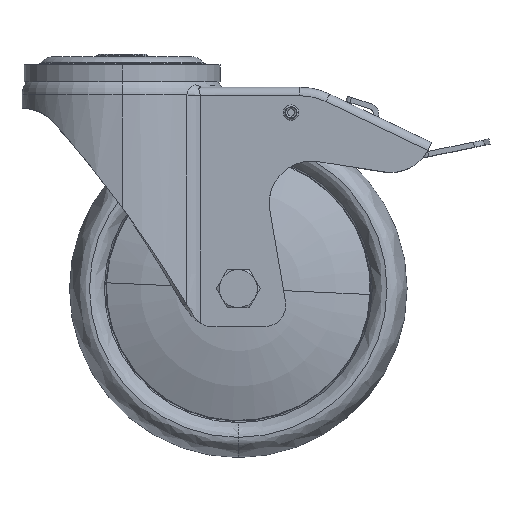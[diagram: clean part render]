
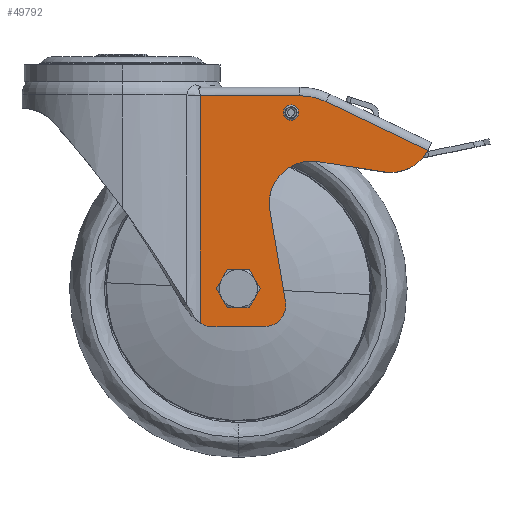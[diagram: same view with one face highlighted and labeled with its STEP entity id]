
A CAD part, top view. The second image highlights one B-rep face of the part: STEP entity #49792.
In plain terms, the highlighted planar face has unit normal (0, 0, 1).
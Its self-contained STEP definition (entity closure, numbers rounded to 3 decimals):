
#119 = VERTEX_POINT ( 'NONE', #45207 ) ;
#284 = CARTESIAN_POINT ( 'NONE',  ( 96.588, -22.425, 34. ) ) ;
#494 = CARTESIAN_POINT ( 'NONE',  ( 69.962, -73.965, 34. ) ) ;
#1437 = DIRECTION ( 'NONE',  ( 0., -1., 0. ) ) ;
#3603 = ORIENTED_EDGE ( 'NONE', *, *, #62879, .F. ) ;
#5098 = CARTESIAN_POINT ( 'NONE',  ( 37.017, -127.36, 34. ) ) ;
#5118 = AXIS2_PLACEMENT_3D ( 'NONE', #12064, #21317, #11450 ) ;
#5405 = DIRECTION ( 'NONE',  ( 1., 0., 0. ) ) ;
#5477 = AXIS2_PLACEMENT_3D ( 'NONE', #31586, #50836, #41289 ) ;
#5875 = CARTESIAN_POINT ( 'NONE',  ( 84.103, -19.6, 34. ) ) ;
#6100 = LINE ( 'NONE', #10601, #49742 ) ;
#6765 = VECTOR ( 'NONE', #57209, 1000. ) ;
#6875 = EDGE_CURVE ( 'NONE', #59554, #44634, #47339, .T. ) ;
#6988 = CIRCLE ( 'NONE', #40734, 20. ) ;
#7216 = DIRECTION ( 'NONE',  ( 0.168, -0.986, 0. ) ) ;
#7519 = ORIENTED_EDGE ( 'NONE', *, *, #21117, .F. ) ;
#7678 = VERTEX_POINT ( 'NONE', #61080 ) ;
#8021 = AXIS2_PLACEMENT_3D ( 'NONE', #19711, #25781, #26426 ) ;
#8759 = EDGE_CURVE ( 'NONE', #58777, #19285, #52234, .T. ) ;
#9012 = DIRECTION ( 'NONE',  ( -1., 0., 0. ) ) ;
#9926 = EDGE_LOOP ( 'NONE', ( #22812, #59029, #46729, #45613, #57613, #21785, #7519, #34514, #48682, #49367, #49584, #23616 ) ) ;
#9951 = EDGE_CURVE ( 'NONE', #17799, #28535, #49929, .T. ) ;
#10229 = DIRECTION ( 'NONE',  ( 0., 0., 1. ) ) ;
#10601 = CARTESIAN_POINT ( 'NONE',  ( 96.588, -22.425, 34. ) ) ;
#11399 = DIRECTION ( 'NONE',  ( 0., 0., -1. ) ) ;
#11450 = DIRECTION ( 'NONE',  ( 1., 0., 0. ) ) ;
#11484 = ORIENTED_EDGE ( 'NONE', *, *, #19780, .F. ) ;
#11598 = CARTESIAN_POINT ( 'NONE',  ( 77.4, -27.6, 34. ) ) ;
#12064 = CARTESIAN_POINT ( 'NONE',  ( 0., -165.6, 34. ) ) ;
#12532 = VERTEX_POINT ( 'NONE', #20953 ) ;
#12656 = DIRECTION ( 'NONE',  ( 0., 0., -1. ) ) ;
#15411 = CARTESIAN_POINT ( 'NONE',  ( 77.362, -117.317, 34. ) ) ;
#15708 = DIRECTION ( 'NONE',  ( 0.903, -0.431, 0. ) ) ;
#16155 = CARTESIAN_POINT ( 'NONE',  ( 69.962, -73.965, 34. ) ) ;
#16792 = LINE ( 'NONE', #16155, #26724 ) ;
#17729 = EDGE_LOOP ( 'NONE', ( #34533, #11484 ) ) ;
#17799 = VERTEX_POINT ( 'NONE', #11598 ) ;
#18081 = CARTESIAN_POINT ( 'NONE',  ( 67.504, -129., 34. ) ) ;
#18562 = CARTESIAN_POINT ( 'NONE',  ( 84.103, -48.6, 34. ) ) ;
#19285 = VERTEX_POINT ( 'NONE', #494 ) ;
#19711 = CARTESIAN_POINT ( 'NONE',  ( 80., -27.6, 34. ) ) ;
#19742 = VERTEX_POINT ( 'NONE', #63062 ) ;
#19780 = EDGE_CURVE ( 'NONE', #24869, #36307, #26526, .T. ) ;
#19850 = CARTESIAN_POINT ( 'NONE',  ( 55., -111., 34. ) ) ;
#20105 = DIRECTION ( 'NONE',  ( 0., 0., 1. ) ) ;
#20559 = EDGE_CURVE ( 'NONE', #31552, #119, #33134, .T. ) ;
#20857 = EDGE_CURVE ( 'NONE', #44634, #33343, #56327, .T. ) ;
#20953 = CARTESIAN_POINT ( 'NONE',  ( 124.202, -55.714, 34. ) ) ;
#21117 = EDGE_CURVE ( 'NONE', #59554, #61233, #54770, .T. ) ;
#21317 = DIRECTION ( 'NONE',  ( 0., 0., 1. ) ) ;
#21363 = AXIS2_PLACEMENT_3D ( 'NONE', #44500, #20105, #51201 ) ;
#21785 = ORIENTED_EDGE ( 'NONE', *, *, #47595, .F. ) ;
#21792 = CARTESIAN_POINT ( 'NONE',  ( 92.741, -50.836, 34. ) ) ;
#22812 = ORIENTED_EDGE ( 'NONE', *, *, #20559, .F. ) ;
#22967 = AXIS2_PLACEMENT_3D ( 'NONE', #18562, #43549, #63054 ) ;
#23295 = CARTESIAN_POINT ( 'NONE',  ( 89.677, -70.6, 34. ) ) ;
#23616 = ORIENTED_EDGE ( 'NONE', *, *, #39444, .F. ) ;
#23767 = ORIENTED_EDGE ( 'NONE', *, *, #9951, .F. ) ;
#24019 = CARTESIAN_POINT ( 'NONE',  ( 37.016, -55.52, 34. ) ) ;
#24869 = VERTEX_POINT ( 'NONE', #55253 ) ;
#25781 = DIRECTION ( 'NONE',  ( 0., 0., 1. ) ) ;
#26426 = DIRECTION ( 'NONE',  ( -1., 0., 0. ) ) ;
#26526 = CIRCLE ( 'NONE', #21363, 6.1 ) ;
#26724 = VECTOR ( 'NONE', #7216, 1000. ) ;
#27757 = CARTESIAN_POINT ( 'NONE',  ( 48.9, -111., 34. ) ) ;
#28535 = VERTEX_POINT ( 'NONE', #32384 ) ;
#29144 = CARTESIAN_POINT ( 'NONE',  ( 37.015, -19.6, 34. ) ) ;
#30275 = CIRCLE ( 'NONE', #56973, 10. ) ;
#30383 = EDGE_CURVE ( 'NONE', #7678, #12532, #6988, .T. ) ;
#31552 = VERTEX_POINT ( 'NONE', #15411 ) ;
#31586 = CARTESIAN_POINT ( 'NONE',  ( 67.504, -119., 34. ) ) ;
#32098 = CARTESIAN_POINT ( 'NONE',  ( 124.202, -55.714, 34. ) ) ;
#32384 = CARTESIAN_POINT ( 'NONE',  ( 82.6, -27.6, 34. ) ) ;
#32540 = DIRECTION ( 'NONE',  ( -1., 0., 0. ) ) ;
#33134 = CIRCLE ( 'NONE', #5477, 10. ) ;
#33148 = LINE ( 'NONE', #18081, #6765 ) ;
#33343 = VERTEX_POINT ( 'NONE', #5098 ) ;
#33352 = DIRECTION ( 'NONE',  ( 0., 0., 1. ) ) ;
#33685 = CARTESIAN_POINT ( 'NONE',  ( 37.017, -127.36, 34. ) ) ;
#33748 = DIRECTION ( 'NONE',  ( 0., -1., 0. ) ) ;
#34514 = ORIENTED_EDGE ( 'NONE', *, *, #6875, .T. ) ;
#34533 = ORIENTED_EDGE ( 'NONE', *, *, #58153, .F. ) ;
#36100 = FACE_BOUND ( 'NONE', #61269, .T. ) ;
#36307 = VERTEX_POINT ( 'NONE', #27757 ) ;
#36551 = VERTEX_POINT ( 'NONE', #45689 ) ;
#36979 = CARTESIAN_POINT ( 'NONE',  ( 42.504, -119., 34. ) ) ;
#38066 = DIRECTION ( 'NONE',  ( 0.153, 0.988, 0. ) ) ;
#38850 = CARTESIAN_POINT ( 'NONE',  ( 42.504, -119., 34. ) ) ;
#39444 = EDGE_CURVE ( 'NONE', #119, #36551, #33148, .T. ) ;
#40734 = AXIS2_PLACEMENT_3D ( 'NONE', #56587, #12656, #61661 ) ;
#41289 = DIRECTION ( 'NONE',  ( 0.986, 0.168, 0. ) ) ;
#42187 = AXIS2_PLACEMENT_3D ( 'NONE', #54120, #10229, #5405 ) ;
#42293 = DIRECTION ( 'NONE',  ( 0., 0., 1. ) ) ;
#43190 = CIRCLE ( 'NONE', #42187, 2.6 ) ;
#43549 = DIRECTION ( 'NONE',  ( 0., 0., -1. ) ) ;
#44159 = CIRCLE ( 'NONE', #61535, 6.1 ) ;
#44500 = CARTESIAN_POINT ( 'NONE',  ( 55., -111., 34. ) ) ;
#44634 = VERTEX_POINT ( 'NONE', #55367 ) ;
#45104 = AXIS2_PLACEMENT_3D ( 'NONE', #23295, #42293, #38066 ) ;
#45207 = CARTESIAN_POINT ( 'NONE',  ( 67.504, -129., 34. ) ) ;
#45409 = FACE_BOUND ( 'NONE', #17729, .T. ) ;
#45613 = ORIENTED_EDGE ( 'NONE', *, *, #54676, .F. ) ;
#45689 = CARTESIAN_POINT ( 'NONE',  ( 42.504, -129., 34. ) ) ;
#46051 = FACE_OUTER_BOUND ( 'NONE', #9926, .T. ) ;
#46729 = ORIENTED_EDGE ( 'NONE', *, *, #8759, .F. ) ;
#47339 = LINE ( 'NONE', #61711, #50238 ) ;
#47595 = EDGE_CURVE ( 'NONE', #61233, #7678, #6100, .T. ) ;
#48576 = EDGE_CURVE ( 'NONE', #36551, #19742, #30275, .T. ) ;
#48682 = ORIENTED_EDGE ( 'NONE', *, *, #20857, .T. ) ;
#48735 = CARTESIAN_POINT ( 'NONE',  ( 37.016, -91.44, 34. ) ) ;
#49367 = ORIENTED_EDGE ( 'NONE', *, *, #52554, .F. ) ;
#49584 = ORIENTED_EDGE ( 'NONE', *, *, #48576, .F. ) ;
#49742 = VECTOR ( 'NONE', #15708, 1000. ) ;
#49792 = ADVANCED_FACE ( 'NONE', ( #36100, #45409, #46051 ), #50498, .T. ) ;
#49929 = CIRCLE ( 'NONE', #8021, 2.6 ) ;
#50238 = VECTOR ( 'NONE', #32540, 1000. ) ;
#50498 = PLANE ( 'NONE',  #5118 ) ;
#50821 = EDGE_CURVE ( 'NONE', #19285, #31552, #16792, .T. ) ;
#50836 = DIRECTION ( 'NONE',  ( 0., 0., -1. ) ) ;
#51201 = DIRECTION ( 'NONE',  ( 1., 0., 0. ) ) ;
#52234 = CIRCLE ( 'NONE', #45104, 20. ) ;
#52305 = LINE ( 'NONE', #32098, #63166 ) ;
#52554 = EDGE_CURVE ( 'NONE', #19742, #33343, #55701, .T. ) ;
#52981 = DIRECTION ( 'NONE',  ( 0., 0., -1. ) ) ;
#54120 = CARTESIAN_POINT ( 'NONE',  ( 80., -27.6, 34. ) ) ;
#54676 = EDGE_CURVE ( 'NONE', #12532, #58777, #52305, .T. ) ;
#54770 = CIRCLE ( 'NONE', #22967, 29. ) ;
#55253 = CARTESIAN_POINT ( 'NONE',  ( 61.1, -111., 34. ) ) ;
#55367 = CARTESIAN_POINT ( 'NONE',  ( 37.015, -19.6, 34. ) ) ;
#55701 = CIRCLE ( 'NONE', #62839, 10. ) ;
#56327 = B_SPLINE_CURVE_WITH_KNOTS ( 'NONE', 3,
 ( #29144, #24019, #48735, #33685 ),
 .UNSPECIFIED., .F., .F.,
 ( 4, 4 ),
 ( 0., 1. ),
 .UNSPECIFIED. ) ;
#56587 = CARTESIAN_POINT ( 'NONE',  ( 127.267, -35.95, 34. ) ) ;
#56973 = AXIS2_PLACEMENT_3D ( 'NONE', #38850, #52981, #33748 ) ;
#57142 = DIRECTION ( 'NONE',  ( -0.988, 0.153, 0. ) ) ;
#57209 = DIRECTION ( 'NONE',  ( -1., 0., 0. ) ) ;
#57613 = ORIENTED_EDGE ( 'NONE', *, *, #30383, .F. ) ;
#58153 = EDGE_CURVE ( 'NONE', #36307, #24869, #44159, .T. ) ;
#58777 = VERTEX_POINT ( 'NONE', #21792 ) ;
#59029 = ORIENTED_EDGE ( 'NONE', *, *, #50821, .F. ) ;
#59554 = VERTEX_POINT ( 'NONE', #5875 ) ;
#61080 = CARTESIAN_POINT ( 'NONE',  ( 144.865, -45.452, 34. ) ) ;
#61233 = VERTEX_POINT ( 'NONE', #284 ) ;
#61269 = EDGE_LOOP ( 'NONE', ( #23767, #3603 ) ) ;
#61535 = AXIS2_PLACEMENT_3D ( 'NONE', #19850, #33352, #9012 ) ;
#61661 = DIRECTION ( 'NONE',  ( 0.88, -0.475, 0. ) ) ;
#61711 = CARTESIAN_POINT ( 'NONE',  ( 84.103, -19.6, 34. ) ) ;
#62839 = AXIS2_PLACEMENT_3D ( 'NONE', #36979, #11399, #1437 ) ;
#62879 = EDGE_CURVE ( 'NONE', #28535, #17799, #43190, .T. ) ;
#63054 = DIRECTION ( 'NONE',  ( 0., 1., 0. ) ) ;
#63062 = CARTESIAN_POINT ( 'NONE',  ( 42.504, -129., 34. ) ) ;
#63166 = VECTOR ( 'NONE', #57142, 1000. ) ;
